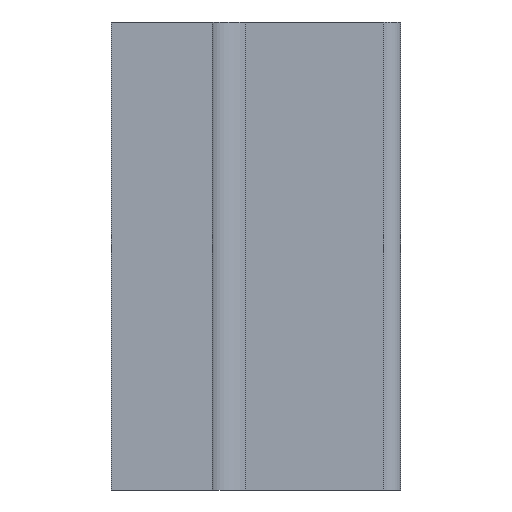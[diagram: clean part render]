
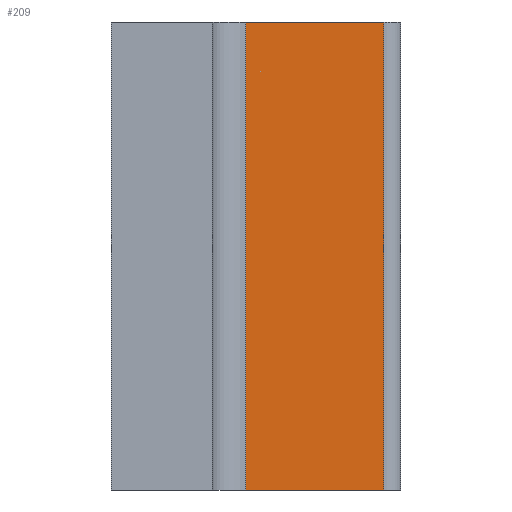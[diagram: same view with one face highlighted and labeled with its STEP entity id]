
A CAD part, left-side view. The second image highlights one B-rep face of the part: STEP entity #209.
In plain terms, the highlighted planar face has unit normal (-1, 0, 0).
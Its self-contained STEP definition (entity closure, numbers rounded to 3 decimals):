
#209=ADVANCED_FACE('',(#373),#299,.T.);
#299=PLANE('',#2011);
#373=FACE_OUTER_BOUND('',#475,.T.);
#475=EDGE_LOOP('',(#737,#738,#739,#740));
#737=ORIENTED_EDGE('',*,*,#1388,.T.);
#738=ORIENTED_EDGE('',*,*,#1389,.F.);
#739=ORIENTED_EDGE('',*,*,#1390,.T.);
#740=ORIENTED_EDGE('',*,*,#1308,.T.);
#1125=VERTEX_POINT('',#2722);
#1126=VERTEX_POINT('',#2724);
#1177=VERTEX_POINT('',#2883);
#1178=VERTEX_POINT('',#2885);
#1308=EDGE_CURVE('',#1126,#1125,#1559,.T.);
#1388=EDGE_CURVE('',#1125,#1177,#1630,.T.);
#1389=EDGE_CURVE('',#1178,#1177,#1631,.T.);
#1390=EDGE_CURVE('',#1178,#1126,#1632,.T.);
#1559=LINE('',#2723,#1779);
#1630=LINE('',#2882,#1850);
#1631=LINE('',#2884,#1851);
#1632=LINE('',#2886,#1852);
#1779=VECTOR('',#2183,1.);
#1850=VECTOR('',#2328,1.);
#1851=VECTOR('',#2329,1.);
#1852=VECTOR('',#2330,1.);
#2011=AXIS2_PLACEMENT_3D('',#2887,#2331,#2332);
#2183=DIRECTION('',(0.,-1.,0.));
#2328=DIRECTION('',(0.,0.,1.));
#2329=DIRECTION('',(0.,-1.,0.));
#2330=DIRECTION('',(0.,0.,-1.));
#2331=DIRECTION('',(-1.,0.,0.));
#2332=DIRECTION('',(0.,0.,1.));
#2722=CARTESIAN_POINT('',(-10.35,-5.1,-6.95));
#2723=CARTESIAN_POINT('',(-10.35,-2.8,-6.95));
#2724=CARTESIAN_POINT('',(-10.35,-1.,-6.95));
#2882=CARTESIAN_POINT('',(-10.35,-5.1,-5.));
#2883=CARTESIAN_POINT('',(-10.35,-5.1,6.95));
#2884=CARTESIAN_POINT('',(-10.35,-2.8,6.95));
#2885=CARTESIAN_POINT('',(-10.35,-1.,6.95));
#2886=CARTESIAN_POINT('',(-10.35,-1.,-5.));
#2887=CARTESIAN_POINT('',(-10.35,-2.8,-5.));
